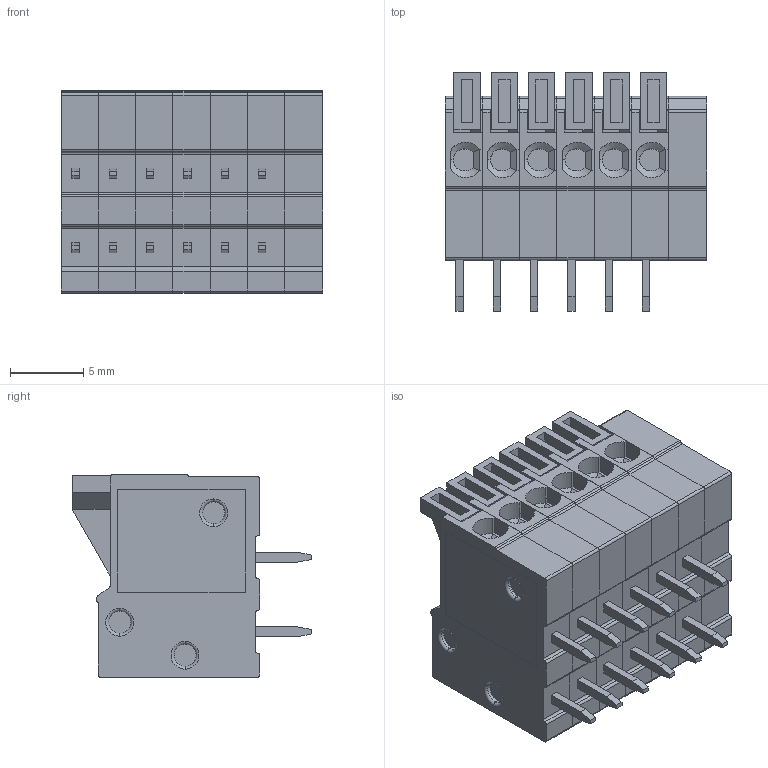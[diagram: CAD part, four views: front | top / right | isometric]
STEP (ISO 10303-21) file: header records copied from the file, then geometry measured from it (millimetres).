
FILE_DESCRIPTION (( 'STEP AP214' ), '1' );
FILE_NAME ('CUI_DEVICES_TBL003-254-06GR-2OR.step', '2019-10-22T10:51:08', ( '' ), ( '' ), 'SwSTEP 2.0', 'SolidWorks 2019', '' );
FILE_SCHEMA (( 'AUTOMOTIVE_DESIGN' ));
Length unit declared in the file: millimetre
Products named in the file (4): TBL003-254 - END CAP_Green; CUI_DEVICES_TBL003-254-06GR-2OR; TBL003-254 - PUSH BUTTON_Orange; TBL003-254 - BODY_Green
Assembly tree (13 placements, depth 2):
  CUI_DEVICES_TBL003-254-06GR-2OR
    TBL003-254 - END CAP_Green
    TBL003-254 - BODY_Green  x6
    TBL003-254 - PUSH BUTTON_Orange  x6
Bounding box: 17.84 x 16.25 x 13.8 mm (x, y, z)
Volume: 2455 mm3; surface area: 3724 mm2
Topology: 13 solids, 13 shells, 726 faces, 1830 edges, 1194 vertices
Faces by surface type: plane 420, cylinder 222, cone 48, torus 36
Entity records: 7548 total; most frequent: DIRECTION 989, CARTESIAN_POINT 978, ORIENTED_EDGE 910, EDGE_CURVE 455, AXIS2_PLACEMENT_3D 348, VERTEX_POINT 299, VECTOR 293, LINE 293
